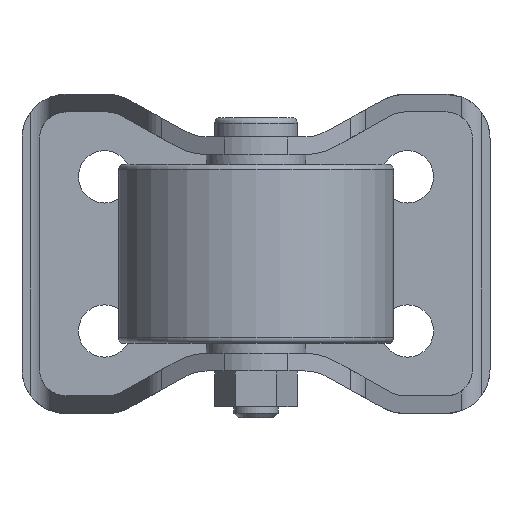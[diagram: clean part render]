
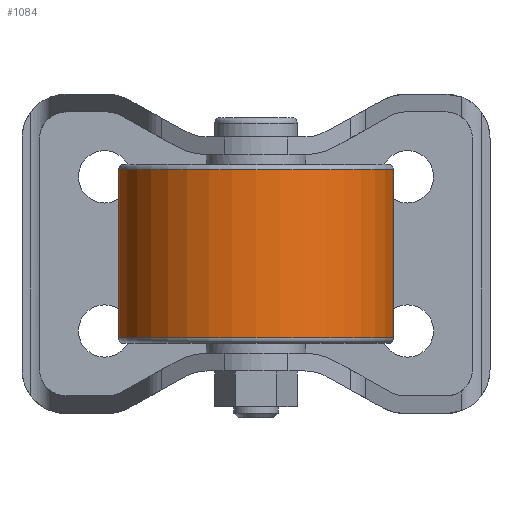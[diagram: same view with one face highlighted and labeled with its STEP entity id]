
A CAD part, front view. The second image highlights one B-rep face of the part: STEP entity #1084.
In plain terms, the highlighted cylindrical face has radius 25 mm (diameter 50 mm), a partial arc.
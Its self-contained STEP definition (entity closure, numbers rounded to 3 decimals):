
#114 = CARTESIAN_POINT ( 'NONE',  ( -25., -53., 15.25 ) ) ;
#197 = CARTESIAN_POINT ( 'NONE',  ( 25., -53., 15.25 ) ) ;
#198 = CARTESIAN_POINT ( 'NONE',  ( 25., -53., -15.25 ) ) ;
#211 = CARTESIAN_POINT ( 'NONE',  ( -25., -53., -15.25 ) ) ;
#555 = CARTESIAN_POINT ( 'NONE',  ( 0., -53., -15.25 ) ) ;
#556 = DIRECTION ( 'NONE',  ( 0., 0., 1. ) ) ;
#557 = DIRECTION ( 'NONE',  ( 1., 0., 0. ) ) ;
#715 = CARTESIAN_POINT ( 'NONE',  ( 0., -53., 15.25 ) ) ;
#716 = DIRECTION ( 'NONE',  ( 0., 0., 1. ) ) ;
#717 = DIRECTION ( 'NONE',  ( 1., 0., 0. ) ) ;
#753 = CIRCLE ( 'NONE', #760, 25. ) ;
#760 = AXIS2_PLACEMENT_3D ( 'NONE', #555, #556, #557 ) ;
#832 = CIRCLE ( 'NONE', #834, 25. ) ;
#834 = AXIS2_PLACEMENT_3D ( 'NONE', #715, #716, #717 ) ;
#856 = DIRECTION ( 'NONE',  ( 0., 0., 1. ) ) ;
#862 = CARTESIAN_POINT ( 'NONE',  ( 25., -53., 28.279 ) ) ;
#868 = DIRECTION ( 'NONE',  ( 0., 0., 1. ) ) ;
#873 = CARTESIAN_POINT ( 'NONE',  ( -25., -53., 28.279 ) ) ;
#1016 = EDGE_CURVE ( 'NONE', #2408, #2268, #1549, .T. ) ;
#1017 = EDGE_CURVE ( 'NONE', #2393, #2392, #1550, .T. ) ;
#1084 = ADVANCED_FACE ( 'NONE', ( #1578 ), #1579, .T. ) ;
#1549 = LINE ( 'NONE', #873, #3666 ) ;
#1550 = LINE ( 'NONE', #862, #3668 ) ;
#1578 = FACE_OUTER_BOUND ( 'NONE', #2545, .T. ) ;
#1579 = CYLINDRICAL_SURFACE ( 'NONE', #3882, 25. ) ;
#2268 = VERTEX_POINT ( 'NONE', #114 ) ;
#2392 = VERTEX_POINT ( 'NONE', #197 ) ;
#2393 = VERTEX_POINT ( 'NONE', #198 ) ;
#2408 = VERTEX_POINT ( 'NONE', #211 ) ;
#2545 = EDGE_LOOP ( 'NONE', ( #3008, #3064, #2990, #3174 ) ) ;
#2990 = ORIENTED_EDGE ( 'NONE', *, *, #1017, .T. ) ;
#3008 = ORIENTED_EDGE ( 'NONE', *, *, #1016, .F. ) ;
#3064 = ORIENTED_EDGE ( 'NONE', *, *, #4041, .T. ) ;
#3174 = ORIENTED_EDGE ( 'NONE', *, *, #4095, .F. ) ;
#3666 = VECTOR ( 'NONE', #868, 1000. ) ;
#3668 = VECTOR ( 'NONE', #856, 1000. ) ;
#3882 = AXIS2_PLACEMENT_3D ( 'NONE', #4334, #4156, #4209 ) ;
#4041 = EDGE_CURVE ( 'NONE', #2408, #2393, #753, .T. ) ;
#4095 = EDGE_CURVE ( 'NONE', #2268, #2392, #832, .T. ) ;
#4156 = DIRECTION ( 'NONE',  ( 0., 0., 1. ) ) ;
#4209 = DIRECTION ( 'NONE',  ( 1., 0., 0. ) ) ;
#4334 = CARTESIAN_POINT ( 'NONE',  ( 0., -53., 28.279 ) ) ;
